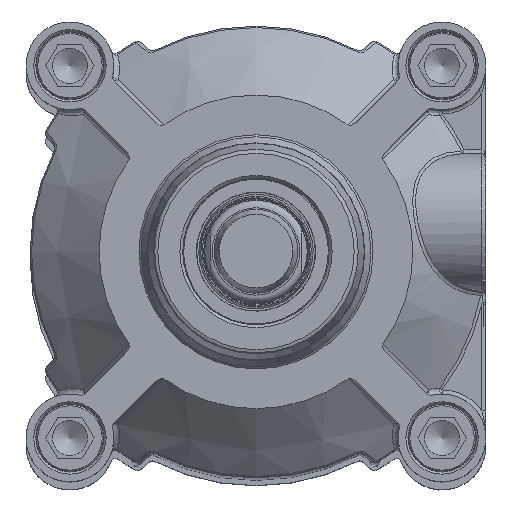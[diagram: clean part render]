
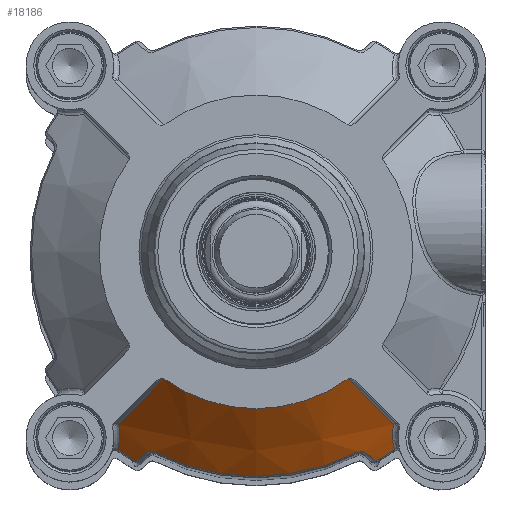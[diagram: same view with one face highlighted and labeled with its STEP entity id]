
A CAD part, top view. The second image highlights one B-rep face of the part: STEP entity #18186.
In plain terms, the highlighted conical face has half-angle 47.936 degrees and reference radius 47.75 mm.
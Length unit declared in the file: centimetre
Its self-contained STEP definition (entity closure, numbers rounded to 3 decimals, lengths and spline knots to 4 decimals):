
#2833=B_SPLINE_CURVE_WITH_KNOTS($,3,(#36152,#36153,#36154,#36155),
 .UNSPECIFIED.,.F.,.F.,(4,4),(-2.4879,-0.4182),
 .UNSPECIFIED.);
#2837=B_SPLINE_CURVE_WITH_KNOTS($,3,(#36234,#36235,#36236,#36237,#36238),
 .UNSPECIFIED.,.F.,.F.,(4,1,4),(-8.955,-8.6354,-8.2093),
 .UNSPECIFIED.);
#2839=B_SPLINE_CURVE_WITH_KNOTS($,3,(#36286,#36287,#36288,#36289,#36290,
#36291),.UNSPECIFIED.,.F.,.F.,(4,1,1,4),(-0.2679,-0.1531,
-0.0765,0.),.UNSPECIFIED.);
#2842=B_SPLINE_CURVE_WITH_KNOTS($,3,(#36347,#36348,#36349,#36350,#36351,
#36352),.UNSPECIFIED.,.F.,.F.,(4,1,1,4),(-0.2679,-0.1914,
-0.1148,0.),.UNSPECIFIED.);
#2843=B_SPLINE_CURVE_WITH_KNOTS($,3,(#36384,#36385,#36386,#36387),
 .UNSPECIFIED.,.F.,.F.,(4,4),(-1.5649,-1.1856),
 .UNSPECIFIED.);
#2847=B_SPLINE_CURVE_WITH_KNOTS($,3,(#36464,#36465,#36466,#36467,#36468,
#36469,#36470,#36471),.UNSPECIFIED.,.F.,.F.,(4,2,2,4),(-8.7524,
-8.4801,-8.1779,-8.0054),.UNSPECIFIED.);
#2850=B_SPLINE_CURVE_WITH_KNOTS($,3,(#36500,#36501,#36502,#36503),
 .UNSPECIFIED.,.F.,.F.,(4,4),(-2.1084,-0.0387),
 .UNSPECIFIED.);
#2851=B_SPLINE_CURVE_WITH_KNOTS($,3,(#36539,#36540,#36541,#36542),
 .UNSPECIFIED.,.F.,.F.,(4,4),(-3.1504,-2.7711),
 .UNSPECIFIED.);
#2995=CONICAL_SURFACE($,#20056,4.775,0.837);
#4623=FACE_OUTER_BOUND($,#6094,.T.);
#6094=EDGE_LOOP($,(#15574,#15575,#15576,#15577,#15578,#15579,#15580,#15581,
#15582,#15583,#15584,#15585));
#7247=CIRCLE($,#19995,3.75);
#7269=CIRCLE($,#20027,5.767);
#7275=CIRCLE($,#20034,5.367);
#7282=CIRCLE($,#20043,5.767);
#8756=VERTEX_POINT($,#36023);
#8757=VERTEX_POINT($,#36036);
#8778=VERTEX_POINT($,#36124);
#8781=VERTEX_POINT($,#36185);
#8788=VERTEX_POINT($,#36248);
#8789=VERTEX_POINT($,#36284);
#8790=VERTEX_POINT($,#36285);
#8795=VERTEX_POINT($,#36344);
#8796=VERTEX_POINT($,#36346);
#8799=VERTEX_POINT($,#36361);
#8802=VERTEX_POINT($,#36419);
#8806=VERTEX_POINT($,#36437);
#11122=EDGE_CURVE($,#8756,#8757,#7247,.T.);
#11148=EDGE_CURVE($,#8757,#8778,#2833,.T.);
#11157=EDGE_CURVE($,#8778,#8781,#2837,.T.);
#11162=EDGE_CURVE($,#8781,#8788,#7269,.T.);
#11164=EDGE_CURVE($,#8789,#8790,#2839,.T.);
#11170=EDGE_CURVE($,#8795,#8796,#2842,.T.);
#11172=EDGE_CURVE($,#8790,#8795,#7275,.T.);
#11177=EDGE_CURVE($,#8796,#8799,#2843,.T.);
#11183=EDGE_CURVE($,#8799,#8802,#7282,.T.);
#11188=EDGE_CURVE($,#8802,#8806,#2847,.T.);
#11191=EDGE_CURVE($,#8806,#8756,#2850,.T.);
#11200=EDGE_CURVE($,#8788,#8789,#2851,.T.);
#15574=ORIENTED_EDGE($,*,*,#11191,.F.);
#15575=ORIENTED_EDGE($,*,*,#11188,.F.);
#15576=ORIENTED_EDGE($,*,*,#11183,.F.);
#15577=ORIENTED_EDGE($,*,*,#11177,.F.);
#15578=ORIENTED_EDGE($,*,*,#11170,.F.);
#15579=ORIENTED_EDGE($,*,*,#11172,.F.);
#15580=ORIENTED_EDGE($,*,*,#11164,.F.);
#15581=ORIENTED_EDGE($,*,*,#11200,.F.);
#15582=ORIENTED_EDGE($,*,*,#11162,.F.);
#15583=ORIENTED_EDGE($,*,*,#11157,.F.);
#15584=ORIENTED_EDGE($,*,*,#11148,.F.);
#15585=ORIENTED_EDGE($,*,*,#11122,.F.);
#18186=ADVANCED_FACE($,(#4623),#2995,.T.);
#19995=AXIS2_PLACEMENT_3D($,#36037,#24094,#24095);
#20027=AXIS2_PLACEMENT_3D($,#36252,#24166,#24167);
#20034=AXIS2_PLACEMENT_3D($,#36355,#24180,#24181);
#20043=AXIS2_PLACEMENT_3D($,#36431,#24198,#24199);
#20056=AXIS2_PLACEMENT_3D($,#36553,#24232,#24233);
#24094=DIRECTION('center_axis',(0.,0.,1.));
#24095=DIRECTION('ref_axis',(1.,0.,0.));
#24166=DIRECTION('center_axis',(0.,0.,-1.));
#24167=DIRECTION('ref_axis',(0.54,-0.842,0.));
#24180=DIRECTION('center_axis',(0.,0.,-1.));
#24181=DIRECTION('ref_axis',(0.,-1.,0.));
#24198=DIRECTION('center_axis',(0.,0.,-1.));
#24199=DIRECTION('ref_axis',(-0.54,-0.842,0.));
#24232=DIRECTION('center_axis',(0.,0.,-1.));
#24233=DIRECTION('ref_axis',(0.707,-0.707,0.));
#36023=CARTESIAN_POINT('',(-2.2019,-3.0355,-0.15));
#36036=CARTESIAN_POINT('',(2.2019,-3.0355,-0.15));
#36037=CARTESIAN_POINT('Origin',(0.,0.,-0.15));
#36124=CARTESIAN_POINT('',(3.2903,-4.1282,-1.5298));
#36152=CARTESIAN_POINT('Ctrl Pts',(2.2019,-3.0355,-0.15));
#36153=CARTESIAN_POINT('Ctrl Pts',(2.5649,-3.4005,-0.609));
#36154=CARTESIAN_POINT('Ctrl Pts',(2.9276,-3.7645,-1.0692));
#36155=CARTESIAN_POINT('Ctrl Pts',(3.2903,-4.1282,-1.5298));
#36185=CARTESIAN_POINT('',(3.3093,-4.723,-1.9702));
#36234=CARTESIAN_POINT('Ctrl Pts',(3.2903,-4.1282,-1.5298));
#36235=CARTESIAN_POINT('Ctrl Pts',(3.2691,-4.2183,-1.5815));
#36236=CARTESIAN_POINT('Ctrl Pts',(3.2474,-4.4275,-1.72));
#36237=CARTESIAN_POINT('Ctrl Pts',(3.2781,-4.6193,-1.8774));
#36238=CARTESIAN_POINT('Ctrl Pts',(3.3093,-4.723,-1.9702));
#36248=CARTESIAN_POINT('',(2.8682,-5.0032,-1.9702));
#36252=CARTESIAN_POINT('Origin',(0.,0.,-1.9702));
#36284=CARTESIAN_POINT('',(2.649,-4.8141,-1.7246));
#36285=CARTESIAN_POINT('',(2.4254,-4.7877,-1.6092));
#36286=CARTESIAN_POINT('Ctrl Pts',(2.649,-4.8141,-1.7246));
#36287=CARTESIAN_POINT('Ctrl Pts',(2.6269,-4.795,-1.6998));
#36288=CARTESIAN_POINT('Ctrl Pts',(2.5813,-4.7699,-1.6602));
#36289=CARTESIAN_POINT('Ctrl Pts',(2.4994,-4.7619,-1.619));
#36290=CARTESIAN_POINT('Ctrl Pts',(2.4485,-4.776,-1.6092));
#36291=CARTESIAN_POINT('Ctrl Pts',(2.4254,-4.7877,-1.6092));
#36344=CARTESIAN_POINT('',(-2.4254,-4.7877,-1.6092));
#36346=CARTESIAN_POINT('',(-2.649,-4.8141,-1.7246));
#36347=CARTESIAN_POINT('Ctrl Pts',(-2.4254,-4.7877,
-1.6092));
#36348=CARTESIAN_POINT('Ctrl Pts',(-2.4485,-4.776,
-1.6092));
#36349=CARTESIAN_POINT('Ctrl Pts',(-2.4991,-4.762,
-1.619));
#36350=CARTESIAN_POINT('Ctrl Pts',(-2.5812,-4.7698,
-1.6601));
#36351=CARTESIAN_POINT('Ctrl Pts',(-2.6269,-4.795,-1.6998));
#36352=CARTESIAN_POINT('Ctrl Pts',(-2.649,-4.8141,
-1.7246));
#36355=CARTESIAN_POINT('Origin',(0.,0.,-1.6092));
#36361=CARTESIAN_POINT('',(-2.8682,-5.0032,-1.9702));
#36384=CARTESIAN_POINT('Ctrl Pts',(-2.649,-4.8141,
-1.7246));
#36385=CARTESIAN_POINT('Ctrl Pts',(-2.7222,-4.8772,-1.8063));
#36386=CARTESIAN_POINT('Ctrl Pts',(-2.7953,-4.9402,
-1.8882));
#36387=CARTESIAN_POINT('Ctrl Pts',(-2.8682,-5.0032,
-1.9702));
#36419=CARTESIAN_POINT('',(-3.3093,-4.723,-1.9702));
#36431=CARTESIAN_POINT('Origin',(0.,0.,-1.9702));
#36437=CARTESIAN_POINT('',(-3.2903,-4.1282,-1.5298));
#36464=CARTESIAN_POINT('Ctrl Pts',(-3.3093,-4.723,
-1.9702));
#36465=CARTESIAN_POINT('Ctrl Pts',(-3.2893,-4.6566,
-1.9108));
#36466=CARTESIAN_POINT('Ctrl Pts',(-3.275,-4.5877,
-1.8525));
#36467=CARTESIAN_POINT('Ctrl Pts',(-3.2585,-4.4383,
-1.7343));
#36468=CARTESIAN_POINT('Ctrl Pts',(-3.2575,-4.3565,
-1.6744));
#36469=CARTESIAN_POINT('Ctrl Pts',(-3.2709,-4.2255,
-1.5879));
#36470=CARTESIAN_POINT('Ctrl Pts',(-3.2788,-4.1769,
-1.5578));
#36471=CARTESIAN_POINT('Ctrl Pts',(-3.2903,-4.1282,
-1.5298));
#36500=CARTESIAN_POINT('Ctrl Pts',(-3.2903,-4.1282,
-1.5298));
#36501=CARTESIAN_POINT('Ctrl Pts',(-2.9276,-3.7645,
-1.0692));
#36502=CARTESIAN_POINT('Ctrl Pts',(-2.5649,-3.4005,-0.609));
#36503=CARTESIAN_POINT('Ctrl Pts',(-2.2019,-3.0355,
-0.15));
#36539=CARTESIAN_POINT('Ctrl Pts',(2.8682,-5.0032,-1.9702));
#36540=CARTESIAN_POINT('Ctrl Pts',(2.7953,-4.9402,-1.8882));
#36541=CARTESIAN_POINT('Ctrl Pts',(2.7222,-4.8772,-1.8063));
#36542=CARTESIAN_POINT('Ctrl Pts',(2.649,-4.8141,-1.7246));
#36553=CARTESIAN_POINT('Origin',(0.,0.,-1.075));
